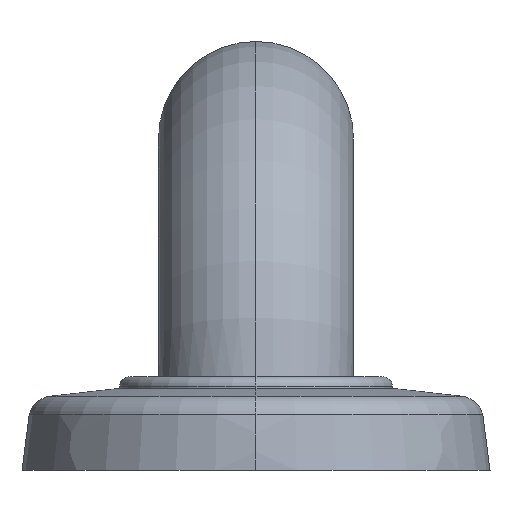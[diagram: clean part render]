
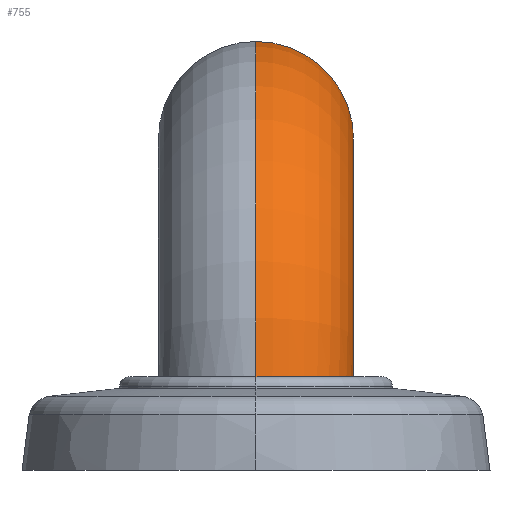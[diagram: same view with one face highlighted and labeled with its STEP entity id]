
A CAD part, left-side view. The second image highlights one B-rep face of the part: STEP entity #755.
In plain terms, the highlighted toroidal (fillet/blend) face has major radius 41.275 mm and minor radius 15.875 mm.
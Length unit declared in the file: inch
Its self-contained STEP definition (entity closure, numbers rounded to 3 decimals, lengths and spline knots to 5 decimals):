
#208=CARTESIAN_POINT('',(-7.375,0.,2.125));
#209=DIRECTION('',(1.,0.,0.));
#210=DIRECTION('',(0.,0.,1.));
#211=AXIS2_PLACEMENT_3D('',#208,#209,#210);
#217=CARTESIAN_POINT('',(-7.375,0.,0.5));
#218=DIRECTION('',(0.,1.,0.));
#219=DIRECTION('',(-0.999,0.,0.044));
#220=AXIS2_PLACEMENT_3D('',#217,#218,#219);
#222=CARTESIAN_POINT('',(-8.36999,0.,0.6));
#254=CARTESIAN_POINT('',(-9.62278,0.,0.6));
#256=CARTESIAN_POINT('',(-9.62278,0.,0.6));
#257=CARTESIAN_POINT('',(-9.62278,-0.02186,0.6));
#258=CARTESIAN_POINT('',(-9.6205,-0.06533,0.6));
#259=CARTESIAN_POINT('',(-9.61023,-0.13014,0.6));
#260=CARTESIAN_POINT('',(-9.59329,-0.19333,0.6));
#261=CARTESIAN_POINT('',(-9.56976,-0.25461,0.6));
#262=CARTESIAN_POINT('',(-9.54006,-0.31288,0.6));
#263=CARTESIAN_POINT('',(-9.50427,-0.36796,0.6));
#264=CARTESIAN_POINT('',(-9.4631,-0.41878,0.6));
#265=CARTESIAN_POINT('',(-9.4166,-0.46525,0.6));
#266=CARTESIAN_POINT('',(-9.36574,-0.50641,0.6));
#267=CARTESIAN_POINT('',(-9.31057,-0.54221,0.6));
#268=CARTESIAN_POINT('',(-9.2522,-0.57193,0.6));
#269=CARTESIAN_POINT('',(-9.19079,-0.59548,0.6));
#270=CARTESIAN_POINT('',(-9.12742,-0.61244,0.6));
#271=CARTESIAN_POINT('',(-9.06246,-0.62272,0.6));
#272=CARTESIAN_POINT('',(-8.99682,-0.62614,0.6));
#273=CARTESIAN_POINT('',(-8.93119,-0.6227,0.6));
#274=CARTESIAN_POINT('',(-8.86617,-0.6124,0.6));
#275=CARTESIAN_POINT('',(-8.8027,-0.5954,0.6));
#276=CARTESIAN_POINT('',(-8.74117,-0.57179,0.6));
#277=CARTESIAN_POINT('',(-8.68266,-0.542,0.6));
#278=CARTESIAN_POINT('',(-8.62736,-0.50611,0.6));
#279=CARTESIAN_POINT('',(-8.57637,-0.46486,0.6));
#280=CARTESIAN_POINT('',(-8.52977,-0.41831,0.6));
#281=CARTESIAN_POINT('',(-8.48852,-0.36743,0.6));
#282=CARTESIAN_POINT('',(-8.45268,-0.31231,0.6));
#283=CARTESIAN_POINT('',(-8.42297,-0.25407,0.6));
#284=CARTESIAN_POINT('',(-8.39944,-0.19287,0.6));
#285=CARTESIAN_POINT('',(-8.38252,-0.12981,0.6));
#286=CARTESIAN_POINT('',(-8.37226,-0.06515,0.6));
#287=CARTESIAN_POINT('',(-8.36999,-0.0218,0.6));
#288=CARTESIAN_POINT('',(-8.36999,0.,0.6));
#408=CARTESIAN_POINT('',(-7.375,0.,0.5));
#409=DIRECTION('',(0.,1.,0.));
#410=DIRECTION('',(-0.995,0.,0.1));
#411=AXIS2_PLACEMENT_3D('',#408,#409,#410);
#478=CARTESIAN_POINT('',(-7.375,0.,1.5));
#479=CARTESIAN_POINT('',(-7.375,0.,2.75));
#480=VERTEX_POINT('',#478);
#481=VERTEX_POINT('',#479);
#488=VERTEX_POINT('',#222);
#489=VERTEX_POINT('',#254);
#741=CARTESIAN_POINT('',(-7.375,0.,0.5));
#742=DIRECTION('',(0.,1.,0.));
#743=DIRECTION('',(1.,0.,0.));
#744=AXIS2_PLACEMENT_3D('',#741,#742,#743);
#745=TOROIDAL_SURFACE('',#744,1.625,0.625);
#747=ORIENTED_EDGE('',*,*,#746,.F.);
#749=ORIENTED_EDGE('',*,*,#748,.T.);
#750=ORIENTED_EDGE('',*,*,#731,.T.);
#752=ORIENTED_EDGE('',*,*,#751,.F.);
#753=EDGE_LOOP('',(#747,#749,#750,#752));
#754=FACE_OUTER_BOUND('',#753,.F.);
#755=ADVANCED_FACE('',(#754),#745,.T.);
#212=CIRCLE('',#211,0.625);
#221=CIRCLE('',#220,2.25);
#289=B_SPLINE_CURVE_WITH_KNOTS('',3,(#256,#257,#258,#259,#260,#261,#262,#263,
#264,#265,#266,#267,#268,#269,#270,#271,#272,#273,#274,#275,#276,#277,#278,#279,
#280,#281,#282,#283,#284,#285,#286,#287,#288),.UNSPECIFIED.,.F.,.F.,(4,1,1,1,1,
1,1,1,1,1,1,1,1,1,1,1,1,1,1,1,1,1,1,1,1,1,1,1,1,1,4),(0.,0.03333,
0.06667,0.1,0.13333,0.16667,0.2,
0.23333,0.26667,0.3,0.33333,0.36667,
0.4,0.43333,0.46667,0.5,0.53333,
0.56667,0.6,0.63333,0.66667,0.7,
0.73333,0.76667,0.8,0.83333,0.86667,
0.9,0.93333,0.96667,1.),.UNSPECIFIED.);
#412=CIRCLE('',#411,1.);
#731=EDGE_CURVE('',#481,#480,#212,.T.);
#746=EDGE_CURVE('',#489,#488,#289,.T.);
#748=EDGE_CURVE('',#489,#481,#221,.T.);
#751=EDGE_CURVE('',#488,#480,#412,.T.);
